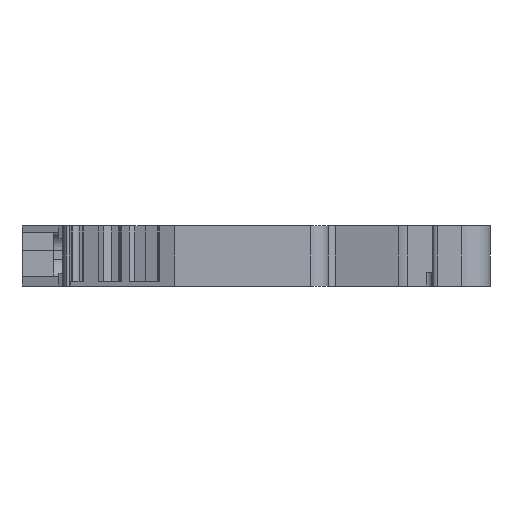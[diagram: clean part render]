
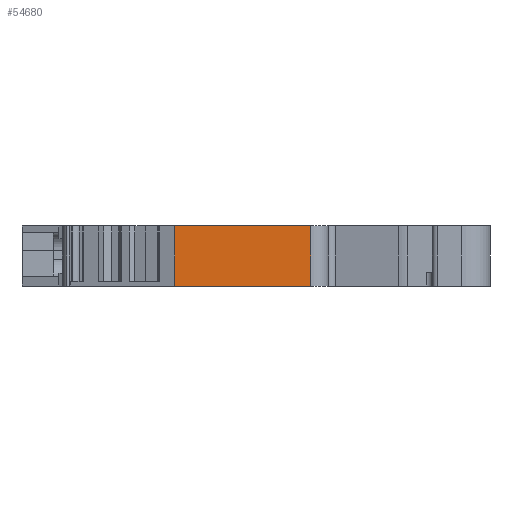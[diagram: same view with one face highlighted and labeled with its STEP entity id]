
A CAD part, left-side view. The second image highlights one B-rep face of the part: STEP entity #54680.
In plain terms, the highlighted face is planar.
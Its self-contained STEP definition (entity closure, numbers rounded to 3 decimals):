
#25900=CARTESIAN_POINT('',(-55.962,27.813,-5.2));
#25910=VERTEX_POINT('',#25900);
#25940=CARTESIAN_POINT('',(-62.897,0.,-5.2));
#25950=DIRECTION('',(-0.242,-0.97,0.));
#25960=VECTOR('',#25950,1.);
#25970=LINE('',#25940,#25960);
#25980=CARTESIAN_POINT('',(-58.816,16.368,-5.2));
#25990=VERTEX_POINT('',#25980);
#26000=EDGE_CURVE('',#25910,#25990,#25970,.T.);
#52620=CARTESIAN_POINT('',(-58.816,16.368,
0.));
#52630=VERTEX_POINT('',#52620);
#52680=CARTESIAN_POINT('',(-58.816,16.368,
0.));
#52690=DIRECTION('',(0.,0.,1.));
#52700=VECTOR('',#52690,1.);
#52710=LINE('',#52680,#52700);
#52720=EDGE_CURVE('',#25990,#52630,#52710,.T.);
#54450=CARTESIAN_POINT('',(-58.816,16.368,
0.));
#54460=DIRECTION('',(0.97,-0.242,
0.));
#54470=DIRECTION('',(-0.242,-0.97,
0.));
#54480=AXIS2_PLACEMENT_3D('',#54450,#54460,#54470);
#54490=PLANE('',#54480);
#54500=CARTESIAN_POINT('',(-55.962,27.813,
0.));
#54510=DIRECTION('',(0.,0.,-1.));
#54520=VECTOR('',#54510,1.);
#54530=LINE('',#54500,#54520);
#54540=CARTESIAN_POINT('',(-55.962,27.813,
0.));
#54550=VERTEX_POINT('',#54540);
#54560=EDGE_CURVE('',#54550,#25910,#54530,.T.);
#54570=ORIENTED_EDGE('',*,*,#54560,.T.);
#54580=CARTESIAN_POINT('',(-62.897,0.,0.));
#54590=DIRECTION('',(-0.242,-0.97,0.));
#54600=VECTOR('',#54590,1.);
#54610=LINE('',#54580,#54600);
#54620=EDGE_CURVE('',#54550,#52630,#54610,.T.);
#54630=ORIENTED_EDGE('',*,*,#54620,.F.);
#54640=ORIENTED_EDGE('',*,*,#52720,.T.);
#54650=ORIENTED_EDGE('',*,*,#26000,.T.);
#54660=EDGE_LOOP('',(#54650,#54640,#54630,#54570));
#54670=FACE_OUTER_BOUND('',#54660,.T.);
#54680=ADVANCED_FACE('',(#54670),#54490,.F.);
